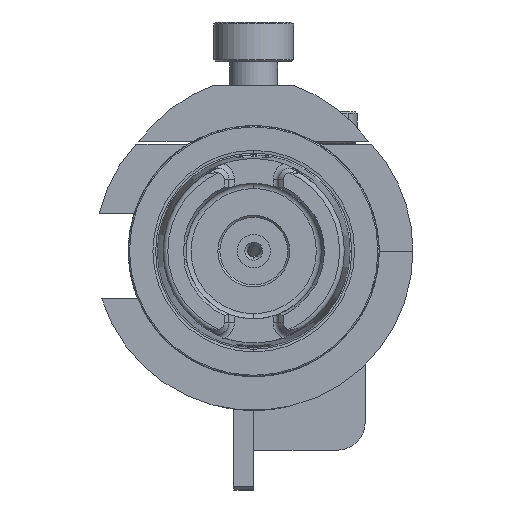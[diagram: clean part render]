
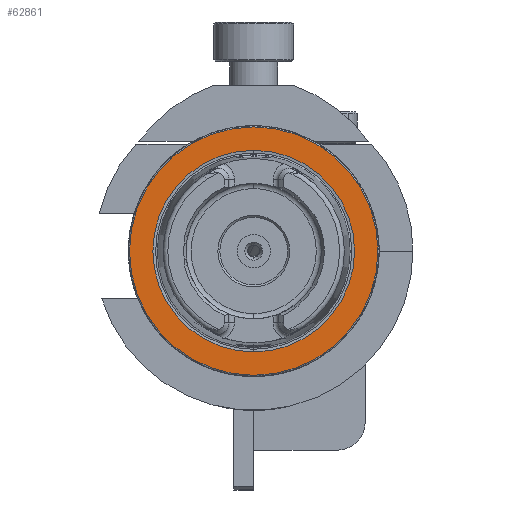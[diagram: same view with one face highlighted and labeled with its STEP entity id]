
A CAD part, left-side view. The second image highlights one B-rep face of the part: STEP entity #62861.
In plain terms, the highlighted planar face has unit normal (-1, 0, 0).
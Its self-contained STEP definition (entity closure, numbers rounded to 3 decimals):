
#9528 = ORIENTED_EDGE ( 'NONE', *, *, #68250, .F. ) ;
#10143 = AXIS2_PLACEMENT_3D ( 'NONE', #77689, #36074, #84590 ) ;
#13495 = DIRECTION ( 'NONE',  ( 1., 0., 0. ) ) ;
#15017 = AXIS2_PLACEMENT_3D ( 'NONE', #48052, #13495, #62021 ) ;
#18993 = EDGE_CURVE ( 'NONE', #35181, #86834, #32310, .T. ) ;
#19406 = EDGE_LOOP ( 'NONE', ( #9528, #55970 ) ) ;
#19574 = CARTESIAN_POINT ( 'NONE',  ( 0., 0., -31.2 ) ) ;
#23399 = CIRCLE ( 'NONE', #10143, 31.2 ) ;
#24213 = CIRCLE ( 'NONE', #86789, 25.324 ) ;
#29865 = CARTESIAN_POINT ( 'NONE',  ( 0., 0., 0. ) ) ;
#30894 = CARTESIAN_POINT ( 'NONE',  ( 0., 0., 0. ) ) ;
#32310 = CIRCLE ( 'NONE', #81256, 31.2 ) ;
#34113 = PLANE ( 'NONE',  #15017 ) ;
#35181 = VERTEX_POINT ( 'NONE', #59493 ) ;
#36074 = DIRECTION ( 'NONE',  ( -1., 0., 0. ) ) ;
#36851 = DIRECTION ( 'NONE',  ( 0., 0., 1. ) ) ;
#37132 = ORIENTED_EDGE ( 'NONE', *, *, #57366, .T. ) ;
#37804 = CIRCLE ( 'NONE', #45983, 25.324 ) ;
#37868 = DIRECTION ( 'NONE',  ( 0., 0., 1. ) ) ;
#38585 = DIRECTION ( 'NONE',  ( -1., 0., 0. ) ) ;
#45983 = AXIS2_PLACEMENT_3D ( 'NONE', #30894, #79483, #37868 ) ;
#48052 = CARTESIAN_POINT ( 'NONE',  ( 0., 31.2, 0. ) ) ;
#50685 = VERTEX_POINT ( 'NONE', #86914 ) ;
#55048 = EDGE_CURVE ( 'NONE', #83876, #50685, #37804, .T. ) ;
#55970 = ORIENTED_EDGE ( 'NONE', *, *, #55048, .F. ) ;
#56393 = FACE_OUTER_BOUND ( 'NONE', #67146, .T. ) ;
#57366 = EDGE_CURVE ( 'NONE', #86834, #35181, #23399, .T. ) ;
#58594 = FACE_BOUND ( 'NONE', #19406, .T. ) ;
#59493 = CARTESIAN_POINT ( 'NONE',  ( 0., 0., 31.2 ) ) ;
#62021 = DIRECTION ( 'NONE',  ( 0., 0., -1. ) ) ;
#62861 = ADVANCED_FACE ( 'NONE', ( #58594, #56393 ), #34113, .F. ) ;
#67146 = EDGE_LOOP ( 'NONE', ( #87084, #37132 ) ) ;
#68250 = EDGE_CURVE ( 'NONE', #50685, #83876, #24213, .T. ) ;
#77689 = CARTESIAN_POINT ( 'NONE',  ( 0., 0., 0. ) ) ;
#78456 = DIRECTION ( 'NONE',  ( -1., 0., 0. ) ) ;
#79483 = DIRECTION ( 'NONE',  ( -1., 0., 0. ) ) ;
#79604 = CARTESIAN_POINT ( 'NONE',  ( 0., 0., -25.324 ) ) ;
#80201 = CARTESIAN_POINT ( 'NONE',  ( 0., 0., 0. ) ) ;
#81256 = AXIS2_PLACEMENT_3D ( 'NONE', #80201, #38585, #87137 ) ;
#83876 = VERTEX_POINT ( 'NONE', #79604 ) ;
#84590 = DIRECTION ( 'NONE',  ( 0., 0., 1. ) ) ;
#86789 = AXIS2_PLACEMENT_3D ( 'NONE', #29865, #78456, #36851 ) ;
#86834 = VERTEX_POINT ( 'NONE', #19574 ) ;
#86914 = CARTESIAN_POINT ( 'NONE',  ( 0., 0., 25.324 ) ) ;
#87084 = ORIENTED_EDGE ( 'NONE', *, *, #18993, .T. ) ;
#87137 = DIRECTION ( 'NONE',  ( 0., 0., 1. ) ) ;
